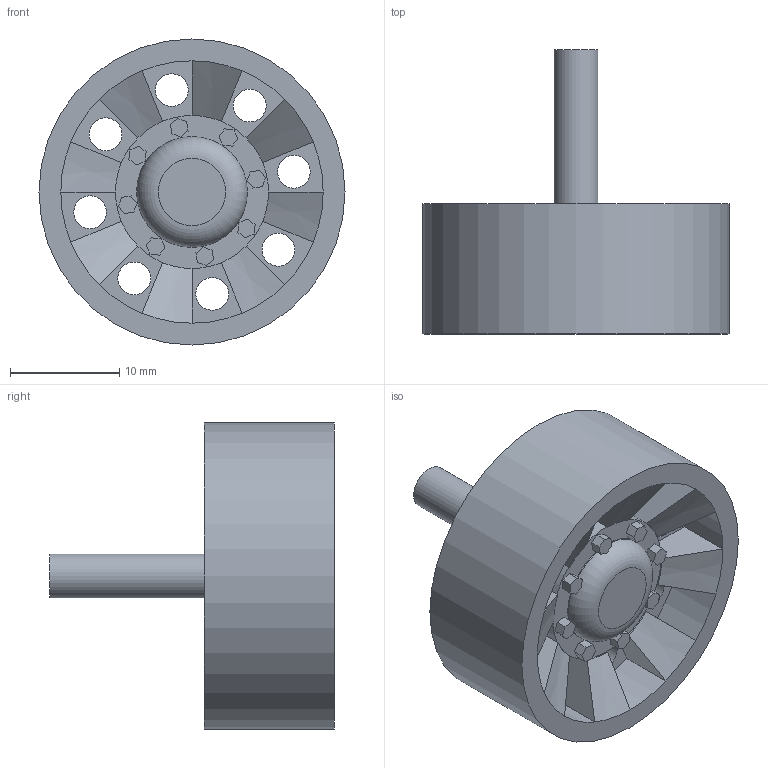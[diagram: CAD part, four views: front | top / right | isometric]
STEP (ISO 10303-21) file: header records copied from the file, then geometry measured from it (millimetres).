
FILE_DESCRIPTION(('TFLEX Exchange Step'),'2;1');
FILE_NAME(' каток 1(д).stp', '2022-03-31T12:11:15+03:00',('ilya'),('Unknown organisation'),'TFLEX Exchange 2022.0','T-FLEX CAD','Unknown authorisation');
FILE_SCHEMA( ('AUTOMOTIVE_DESIGN { 1 0 10303 214 1 1 1 1 }') );
Length unit declared in the file: millimetre
Products named in the file (1): Nodes
Bounding box: 28 x 26 x 28 mm (x, y, z)
Volume: 5862.3 mm3; surface area: 3506.6 mm2
Topology: 2 solids, 2 shells, 130 faces, 319 edges, 203 vertices
Faces by surface type: plane 86, cylinder 35, cone 8, torus 1
Full cylindrical faces by diameter (mm): 3 x8, 4 x1, 10.139 x1, 28 x1
Entity records: 3789 total; most frequent: DIRECTION 652, CARTESIAN_POINT 641, ORIENTED_EDGE 614, EDGE_CURVE 307, VECTOR 224, LINE 224, AXIS2_PLACEMENT_3D 214, VERTEX_POINT 203
